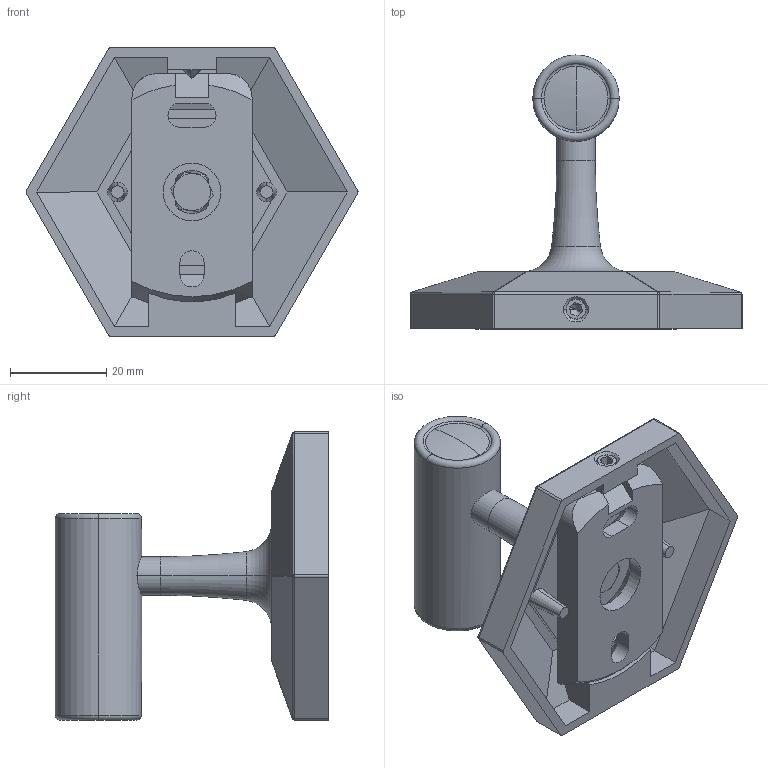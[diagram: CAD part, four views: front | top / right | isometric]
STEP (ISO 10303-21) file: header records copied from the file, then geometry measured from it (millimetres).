
FILE_DESCRIPTION (( 'STEP AP214' ), '1' );
FILE_NAME ('364-22031A-00-00.STEP', '2019-12-10T03:29:59', ( '' ), ( '' ), 'SwSTEP 2.0', 'SolidWorks 2011', '' );
FILE_SCHEMA (( 'AUTOMOTIVE_DESIGN' ));
Length unit declared in the file: millimetre
Products named in the file (1): 364-22031A-00-00
Bounding box: 69.13 x 57 x 60 mm (x, y, z)
Surface area: 15789 mm2 (no closed solid volume)
Topology: 0 solids, 7 shells, 163 faces, 430 edges, 267 vertices
Faces by surface type: plane 64, cylinder 49, cone 28, torus 12, sphere 10
Entity records: 6879 total; most frequent: CARTESIAN_POINT 1081, DIRECTION 871, ORIENTED_EDGE 766, EDGE_CURVE 428, AXIS2_PLACEMENT_3D 321, VERTEX_POINT 267, VECTOR 229, LINE 229
